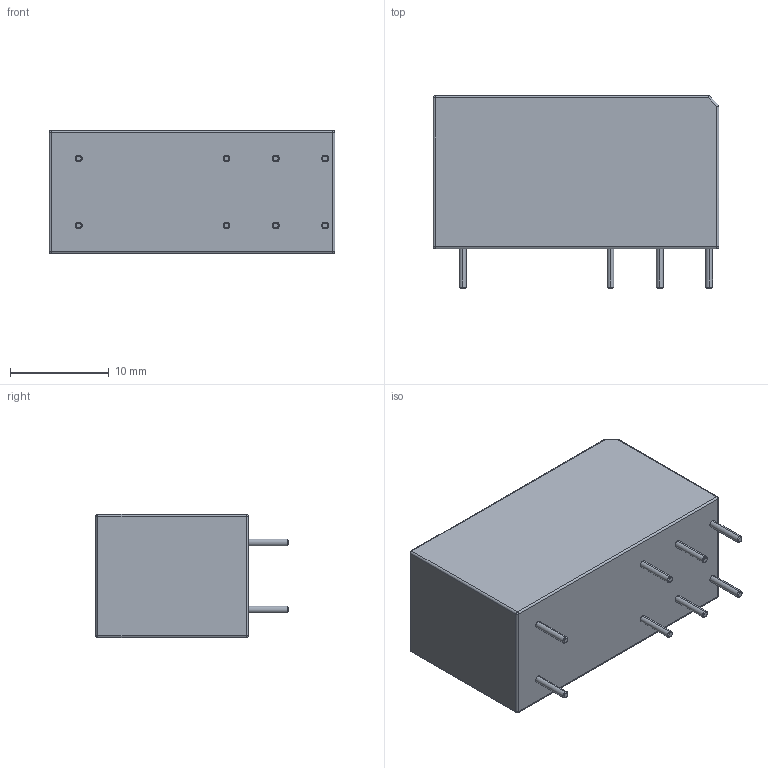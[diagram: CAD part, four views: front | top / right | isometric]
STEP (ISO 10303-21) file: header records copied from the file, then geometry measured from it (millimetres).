
FILE_DESCRIPTION (( 'STEP AP214' ), '1' );
FILE_NAME ('User Library-Relay-1.STEP', '2015-04-09T08:17:43', ( 'Windows User' ), ( '' ), 'SwSTEP 2.0', 'SolidWorks 2015', '' );
FILE_SCHEMA (( 'AUTOMOTIVE_DESIGN' ));
Length unit declared in the file: millimetre
Products named in the file (1): User Library-Relay-1
Bounding box: 29 x 19.5 x 12.5 mm (x, y, z)
Volume: 5607.5 mm3; surface area: 2072.1 mm2
Topology: 1 solids, 1 shells, 94 faces, 225 edges, 136 vertices
Faces by surface type: plane 39, cylinder 31, cone 16, bspline 8
Entity records: 3825 total; most frequent: CARTESIAN_POINT 582, DIRECTION 475, ORIENTED_EDGE 438, EDGE_CURVE 219, AXIS2_PLACEMENT_3D 173, VERTEX_POINT 136, LINE 129, VECTOR 129
